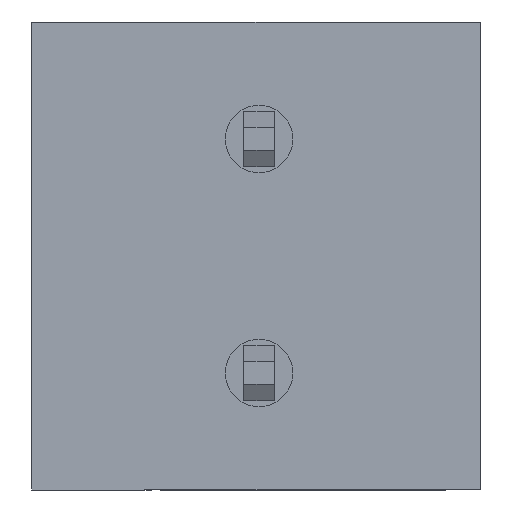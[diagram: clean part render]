
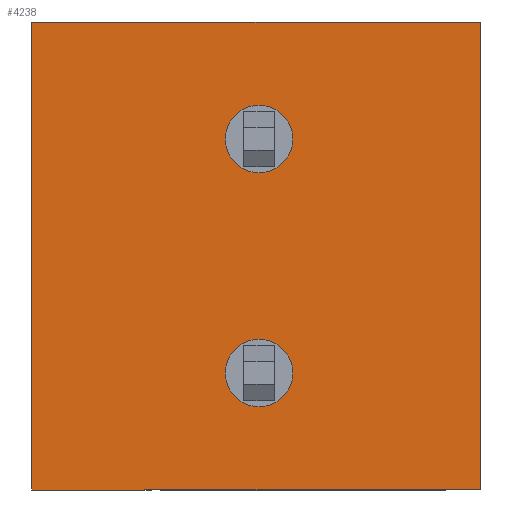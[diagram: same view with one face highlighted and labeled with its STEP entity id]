
A CAD part, front view. The second image highlights one B-rep face of the part: STEP entity #4238.
In plain terms, the highlighted planar face has unit normal (0, -1, 0).
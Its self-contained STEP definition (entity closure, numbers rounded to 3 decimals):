
#74 = LINE ( 'NONE', #4157, #1661 ) ;
#116 = AXIS2_PLACEMENT_3D ( 'NONE', #4816, #5213, #2584 ) ;
#134 = EDGE_CURVE ( 'NONE', #2429, #2146, #3380, .T. ) ;
#142 = EDGE_CURVE ( 'NONE', #892, #3504, #855, .T. ) ;
#150 = EDGE_CURVE ( 'NONE', #2146, #2429, #3071, .T. ) ;
#289 = DIRECTION ( 'NONE',  ( 0., 0., -1. ) ) ;
#303 = AXIS2_PLACEMENT_3D ( 'NONE', #4758, #2087, #1648 ) ;
#433 = AXIS2_PLACEMENT_3D ( 'NONE', #1811, #4845, #4955 ) ;
#530 = LINE ( 'NONE', #1870, #5666 ) ;
#571 = ORIENTED_EDGE ( 'NONE', *, *, #5487, .T. ) ;
#724 = ORIENTED_EDGE ( 'NONE', *, *, #142, .T. ) ;
#805 = VERTEX_POINT ( 'NONE', #1928 ) ;
#855 = CIRCLE ( 'NONE', #5721, 0.55 ) ;
#892 = VERTEX_POINT ( 'NONE', #3634 ) ;
#1009 = ORIENTED_EDGE ( 'NONE', *, *, #3110, .T. ) ;
#1037 = CARTESIAN_POINT ( 'NONE',  ( -31.455, 20.821, -4.36 ) ) ;
#1160 = DIRECTION ( 'NONE',  ( 0., 0., -1. ) ) ;
#1423 = CARTESIAN_POINT ( 'NONE',  ( -35.155, 20.821, -5.715 ) ) ;
#1562 = CARTESIAN_POINT ( 'NONE',  ( -35.155, 20.821, -0.31 ) ) ;
#1648 = DIRECTION ( 'NONE',  ( 0., 0., -1. ) ) ;
#1661 = VECTOR ( 'NONE', #2753, 1000. ) ;
#1707 = EDGE_LOOP ( 'NONE', ( #5173, #1009, #3019, #571 ) ) ;
#1756 = EDGE_LOOP ( 'NONE', ( #3111, #5068 ) ) ;
#1811 = CARTESIAN_POINT ( 'NONE',  ( -31.455, 20.821, 0. ) ) ;
#1816 = VECTOR ( 'NONE', #289, 1000. ) ;
#1870 = CARTESIAN_POINT ( 'NONE',  ( -35.155, 20.821, 1.905 ) ) ;
#1928 = CARTESIAN_POINT ( 'NONE',  ( -27.855, 20.821, 1.905 ) ) ;
#2087 = DIRECTION ( 'NONE',  ( 0., 1., 0. ) ) ;
#2146 = VERTEX_POINT ( 'NONE', #1037 ) ;
#2201 = CARTESIAN_POINT ( 'NONE',  ( -35.155, 20.821, -0.31 ) ) ;
#2259 = DIRECTION ( 'NONE',  ( 0., 0., -1. ) ) ;
#2303 = CARTESIAN_POINT ( 'NONE',  ( -27.855, 20.821, -5.715 ) ) ;
#2422 = EDGE_CURVE ( 'NONE', #4917, #5409, #5210, .T. ) ;
#2429 = VERTEX_POINT ( 'NONE', #2468 ) ;
#2468 = CARTESIAN_POINT ( 'NONE',  ( -31.455, 20.821, -3.26 ) ) ;
#2584 = DIRECTION ( 'NONE',  ( 0., 0., -1. ) ) ;
#2753 = DIRECTION ( 'NONE',  ( 0., 0., 1. ) ) ;
#3006 = CARTESIAN_POINT ( 'NONE',  ( -31.455, 20.821, 0. ) ) ;
#3019 = ORIENTED_EDGE ( 'NONE', *, *, #2422, .T. ) ;
#3071 = CIRCLE ( 'NONE', #303, 0.55 ) ;
#3110 = EDGE_CURVE ( 'NONE', #805, #4917, #530, .T. ) ;
#3111 = ORIENTED_EDGE ( 'NONE', *, *, #150, .T. ) ;
#3138 = CARTESIAN_POINT ( 'NONE',  ( -35.155, 20.821, -5.715 ) ) ;
#3199 = DIRECTION ( 'NONE',  ( 1., 0., 0. ) ) ;
#3380 = CIRCLE ( 'NONE', #116, 0.55 ) ;
#3504 = VERTEX_POINT ( 'NONE', #3509 ) ;
#3509 = CARTESIAN_POINT ( 'NONE',  ( -31.455, 20.821, 0.55 ) ) ;
#3557 = DIRECTION ( 'NONE',  ( 0., -1., 0. ) ) ;
#3634 = CARTESIAN_POINT ( 'NONE',  ( -31.455, 20.821, -0.55 ) ) ;
#3651 = DIRECTION ( 'NONE',  ( -1., 0., 0. ) ) ;
#3784 = EDGE_CURVE ( 'NONE', #3504, #892, #5397, .T. ) ;
#3854 = FACE_BOUND ( 'NONE', #1756, .T. ) ;
#4009 = AXIS2_PLACEMENT_3D ( 'NONE', #2201, #3557, #2259 ) ;
#4064 = PLANE ( 'NONE',  #4009 ) ;
#4157 = CARTESIAN_POINT ( 'NONE',  ( -27.855, 20.821, -0.31 ) ) ;
#4238 = ADVANCED_FACE ( 'NONE', ( #4661, #5158, #3854 ), #4064, .T. ) ;
#4374 = EDGE_LOOP ( 'NONE', ( #724, #5370 ) ) ;
#4661 = FACE_OUTER_BOUND ( 'NONE', #1707, .T. ) ;
#4758 = CARTESIAN_POINT ( 'NONE',  ( -31.455, 20.821, -3.81 ) ) ;
#4816 = CARTESIAN_POINT ( 'NONE',  ( -31.455, 20.821, -3.81 ) ) ;
#4835 = EDGE_CURVE ( 'NONE', #5145, #805, #74, .T. ) ;
#4845 = DIRECTION ( 'NONE',  ( 0., 1., 0. ) ) ;
#4896 = LINE ( 'NONE', #1423, #4941 ) ;
#4917 = VERTEX_POINT ( 'NONE', #5642 ) ;
#4941 = VECTOR ( 'NONE', #3199, 1000. ) ;
#4955 = DIRECTION ( 'NONE',  ( 0., 0., -1. ) ) ;
#5068 = ORIENTED_EDGE ( 'NONE', *, *, #134, .T. ) ;
#5145 = VERTEX_POINT ( 'NONE', #2303 ) ;
#5158 = FACE_BOUND ( 'NONE', #4374, .T. ) ;
#5173 = ORIENTED_EDGE ( 'NONE', *, *, #4835, .T. ) ;
#5210 = LINE ( 'NONE', #1562, #1816 ) ;
#5213 = DIRECTION ( 'NONE',  ( 0., 1., 0. ) ) ;
#5370 = ORIENTED_EDGE ( 'NONE', *, *, #3784, .T. ) ;
#5397 = CIRCLE ( 'NONE', #433, 0.55 ) ;
#5409 = VERTEX_POINT ( 'NONE', #3138 ) ;
#5487 = EDGE_CURVE ( 'NONE', #5409, #5145, #4896, .T. ) ;
#5642 = CARTESIAN_POINT ( 'NONE',  ( -35.155, 20.821, 1.905 ) ) ;
#5666 = VECTOR ( 'NONE', #3651, 1000. ) ;
#5670 = DIRECTION ( 'NONE',  ( 0., 1., 0. ) ) ;
#5721 = AXIS2_PLACEMENT_3D ( 'NONE', #3006, #5670, #1160 ) ;
